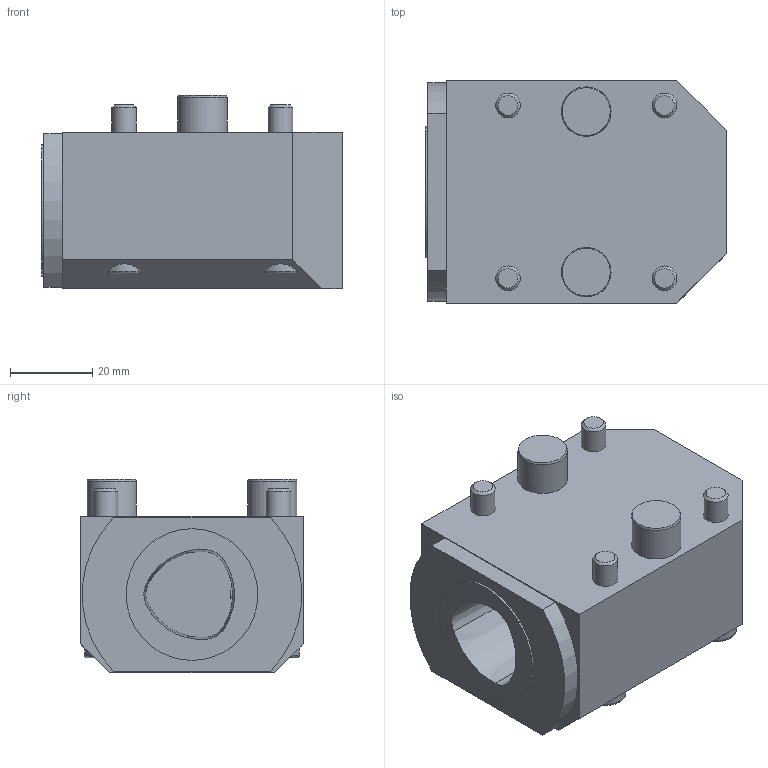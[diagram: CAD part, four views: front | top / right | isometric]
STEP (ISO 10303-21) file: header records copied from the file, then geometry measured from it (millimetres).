
FILE_DESCRIPTION(/* description */ (''),/* implementation_level */ '2;1');
FILE_NAME(/* name */ '1533708592849.stp',/* time_stamp */ '2018-08-08T08:09:59+02:00',/* author */ (''),/* organization */ ('SMS'),/* preprocessor_version */ 'ST-DEVELOPER v15',/* originating_system */ 'SIEMENS PLM Software NX 8.5',/* authorisation */ '');
FILE_SCHEMA (('AUTOMOTIVE_DESIGN { 1 0 10303 214 3 1 1 1 }'));
Length unit declared in the file: millimetre
Products named in the file (1): 201811230mod000_00
Bounding box: 73 x 54 x 47 mm (x, y, z)
Volume: 135828.2 mm3; surface area: 18427.3 mm2
Topology: 1 solids, 1 shells, 56 faces, 117 edges, 77 vertices
Faces by surface type: plane 26, cylinder 14, cone 12, torus 4
Full cylindrical faces by diameter (mm): 2 x1, 6 x4, 12.012 x2, 32 x1
Entity records: 1668 total; most frequent: CARTESIAN_POINT 459, DIRECTION 260, ORIENTED_EDGE 200, AXIS2_PLACEMENT_3D 109, EDGE_CURVE 100, EDGE_LOOP 84, VERTEX_POINT 74, ADVANCED_FACE 56
